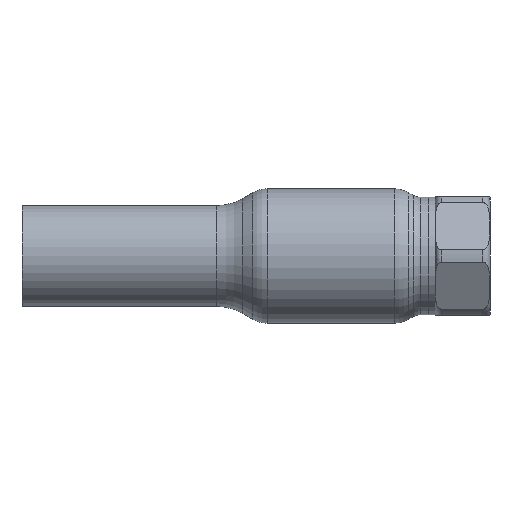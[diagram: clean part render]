
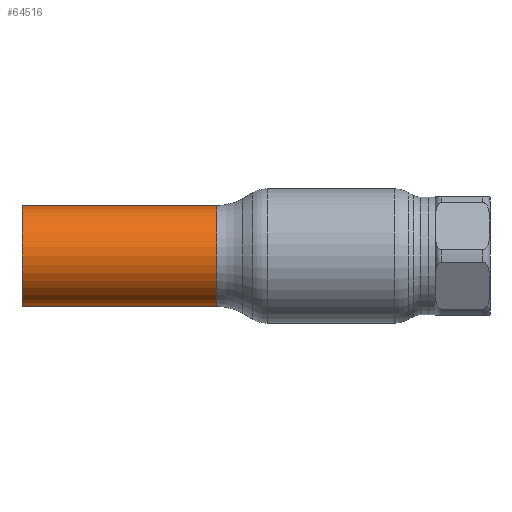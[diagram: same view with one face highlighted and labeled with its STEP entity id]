
A CAD part, front view. The second image highlights one B-rep face of the part: STEP entity #64516.
In plain terms, the highlighted cylindrical face has radius 21.2 mm (diameter 42.4 mm), a partial arc.
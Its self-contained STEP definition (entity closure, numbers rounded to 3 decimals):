
#2035 = AXIS2_PLACEMENT_3D ( 'NONE', #87295, #6567, #64370 ) ;
#5130 = ORIENTED_EDGE ( 'NONE', *, *, #89733, .T. ) ;
#6567 = DIRECTION ( 'NONE',  ( -1., 0., 0. ) ) ;
#7883 = CARTESIAN_POINT ( 'NONE',  ( -130., 0., -21.2 ) ) ;
#9626 = CARTESIAN_POINT ( 'NONE',  ( -48.106, 0., -21.2 ) ) ;
#9885 = FACE_OUTER_BOUND ( 'NONE', #18971, .T. ) ;
#10939 = CARTESIAN_POINT ( 'NONE',  ( -62.69, 0., 21.2 ) ) ;
#11310 = VERTEX_POINT ( 'NONE', #12687 ) ;
#11408 = DIRECTION ( 'NONE',  ( -1., 0., 0. ) ) ;
#11803 = DIRECTION ( 'NONE',  ( 0., -1., 0. ) ) ;
#12687 = CARTESIAN_POINT ( 'NONE',  ( -130., 0., 21.2 ) ) ;
#15896 = ORIENTED_EDGE ( 'NONE', *, *, #71698, .F. ) ;
#18971 = EDGE_LOOP ( 'NONE', ( #15896, #5130, #28377, #78862 ) ) ;
#19449 = CARTESIAN_POINT ( 'NONE',  ( -130., 0., 0. ) ) ;
#23830 = VECTOR ( 'NONE', #31175, 1000. ) ;
#24013 = CARTESIAN_POINT ( 'NONE',  ( -62.69, 0., -21.2 ) ) ;
#24222 = CARTESIAN_POINT ( 'NONE',  ( -62.69, 0., 0. ) ) ;
#28377 = ORIENTED_EDGE ( 'NONE', *, *, #85355, .T. ) ;
#31175 = DIRECTION ( 'NONE',  ( -1., 0., 0. ) ) ;
#31758 = CARTESIAN_POINT ( 'NONE',  ( -48.106, 0., 21.2 ) ) ;
#32780 = DIRECTION ( 'NONE',  ( -1., 0., 0. ) ) ;
#33978 = CIRCLE ( 'NONE', #2035, 21.2 ) ;
#34929 = VERTEX_POINT ( 'NONE', #7883 ) ;
#43373 = VERTEX_POINT ( 'NONE', #9626 ) ;
#51074 = CIRCLE ( 'NONE', #84618, 21.2 ) ;
#52712 = LINE ( 'NONE', #24013, #23830 ) ;
#53397 = DIRECTION ( 'NONE',  ( 0., 0., 1. ) ) ;
#64370 = DIRECTION ( 'NONE',  ( 0., 0., 1. ) ) ;
#64516 = ADVANCED_FACE ( 'NONE', ( #9885 ), #76727, .T. ) ;
#68221 = AXIS2_PLACEMENT_3D ( 'NONE', #24222, #32780, #53397 ) ;
#71242 = VECTOR ( 'NONE', #11408, 1000. ) ;
#71698 = EDGE_CURVE ( 'NONE', #43373, #34929, #52712, .T. ) ;
#76727 = CYLINDRICAL_SURFACE ( 'NONE', #68221, 21.2 ) ;
#77893 = EDGE_CURVE ( 'NONE', #34929, #11310, #51074, .T. ) ;
#78862 = ORIENTED_EDGE ( 'NONE', *, *, #77893, .F. ) ;
#84093 = VERTEX_POINT ( 'NONE', #31758 ) ;
#84427 = DIRECTION ( 'NONE',  ( -1., 0., 0. ) ) ;
#84618 = AXIS2_PLACEMENT_3D ( 'NONE', #19449, #84427, #11803 ) ;
#85355 = EDGE_CURVE ( 'NONE', #84093, #11310, #91138, .T. ) ;
#87295 = CARTESIAN_POINT ( 'NONE',  ( -48.106, 0., 0. ) ) ;
#89733 = EDGE_CURVE ( 'NONE', #43373, #84093, #33978, .T. ) ;
#91138 = LINE ( 'NONE', #10939, #71242 ) ;
